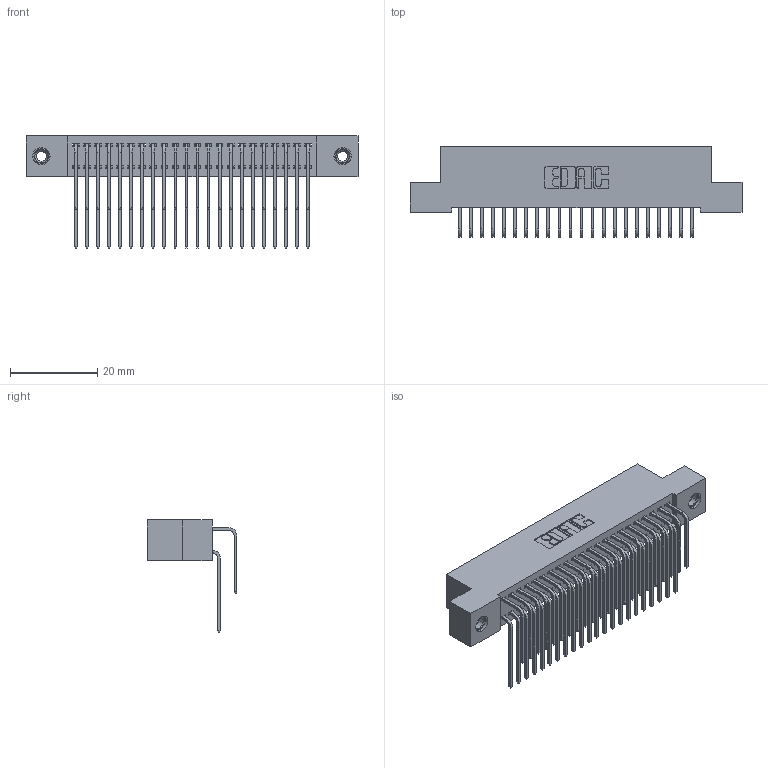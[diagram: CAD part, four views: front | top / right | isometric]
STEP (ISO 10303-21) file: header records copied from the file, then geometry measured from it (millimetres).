
FILE_DESCRIPTION (( 'STEP AP203' ), '1' );
FILE_NAME ('392-044-559-208.STEP', '2018-08-16T15:44:57', ( '' ), ( '' ), 'SwSTEP 2.0', 'SolidWorks 2016', '' );
FILE_SCHEMA (( 'CONFIG_CONTROL_DESIGN' ));
Length unit declared in the file: inch
Products named in the file (5): 345-292-001_558 559 Tail - 1; 345-292-001_559 Tail - 2; 345-250-001_345-250-003-102; 392-044-559-208; 342 Part_TI
Assembly tree (47 placements, depth 2):
  392-044-559-208
    342 Part_TI
    345-292-001_558 559 Tail - 1  x22
    345-292-001_559 Tail - 2  x22
    345-250-001_345-250-003-102  x2
Bounding box: 76.2 x 20.64 x 25.78 mm (x, y, z)
Volume: 7000 mm3; surface area: 12060 mm2
Topology: 47 solids, 47 shells, 2546 faces, 7519 edges, 4946 vertices
Faces by surface type: plane 1770, cylinder 760, cone 12, torus 4
Entity records: 19578 total; most frequent: CARTESIAN_POINT 3300, ORIENTED_EDGE 3178, DIRECTION 2867, EDGE_CURVE 1589, VECTOR 1401, LINE 1401, VERTEX_POINT 1052, AXIS2_PLACEMENT_3D 733
